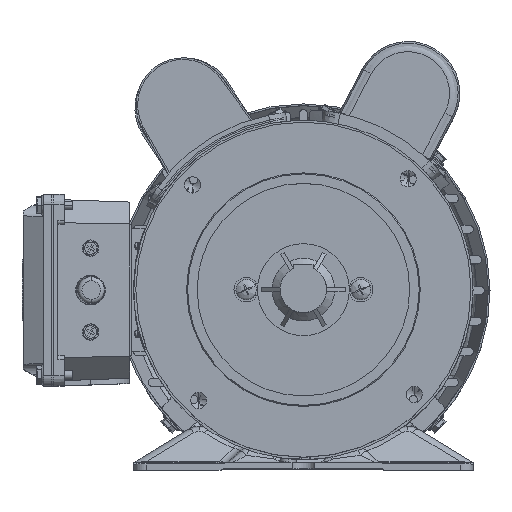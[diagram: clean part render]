
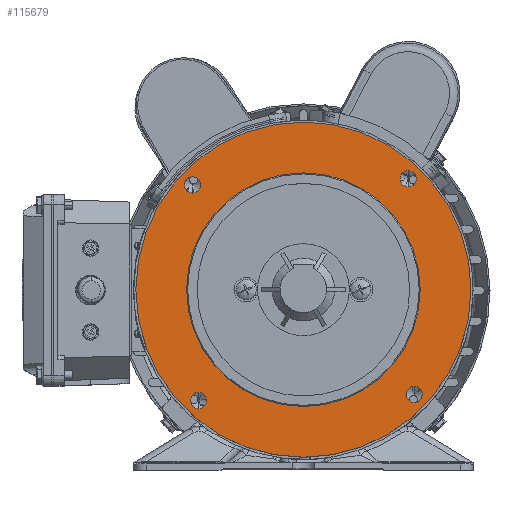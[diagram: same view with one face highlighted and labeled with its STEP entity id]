
A CAD part, top view. The second image highlights one B-rep face of the part: STEP entity #115679.
In plain terms, the highlighted face is planar.
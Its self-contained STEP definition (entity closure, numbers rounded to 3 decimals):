
#1178 = CIRCLE ( 'NONE', #95942, 82. ) ;
#2140 = EDGE_CURVE ( 'NONE', #37187, #116008, #117930, .T. ) ;
#2597 = CIRCLE ( 'NONE', #78806, 3.969 ) ;
#3464 = VERTEX_POINT ( 'NONE', #82529 ) ;
#4610 = ORIENTED_EDGE ( 'NONE', *, *, #2140, .F. ) ;
#5227 = DIRECTION ( 'NONE',  ( 0., 1., 0. ) ) ;
#5237 = AXIS2_PLACEMENT_3D ( 'NONE', #44831, #110320, #54235 ) ;
#6839 = AXIS2_PLACEMENT_3D ( 'NONE', #117312, #61200, #5227 ) ;
#7366 = ORIENTED_EDGE ( 'NONE', *, *, #120642, .F. ) ;
#8329 = CARTESIAN_POINT ( 'NONE',  ( -54.225, -47.283, -1. ) ) ;
#8382 = DIRECTION ( 'NONE',  ( 0., 1., 0. ) ) ;
#9195 = CARTESIAN_POINT ( 'NONE',  ( -51.251, 54.225, -1. ) ) ;
#11427 = DIRECTION ( 'NONE',  ( 0., 0., -1. ) ) ;
#13153 = CARTESIAN_POINT ( 'NONE',  ( 0., 0., -1. ) ) ;
#13274 = FACE_BOUND ( 'NONE', #37856, .T. ) ;
#16176 = FACE_BOUND ( 'NONE', #51914, .T. ) ;
#18027 = DIRECTION ( 'NONE',  ( 0., 0., -1. ) ) ;
#18582 = DIRECTION ( 'NONE',  ( 0., 1., 0. ) ) ;
#18783 = ORIENTED_EDGE ( 'NONE', *, *, #50671, .F. ) ;
#19621 = AXIS2_PLACEMENT_3D ( 'NONE', #44990, #110482, #54394 ) ;
#19693 = EDGE_CURVE ( 'NONE', #75034, #3464, #35098, .T. ) ;
#20761 = VERTEX_POINT ( 'NONE', #119208 ) ;
#21363 = CIRCLE ( 'NONE', #6839, 3.969 ) ;
#22534 = DIRECTION ( 'NONE',  ( 0., 1., 0. ) ) ;
#22555 = EDGE_CURVE ( 'NONE', #59034, #20761, #85817, .T. ) ;
#23593 = CARTESIAN_POINT ( 'NONE',  ( 51.251, -54.225, -1. ) ) ;
#27318 = CARTESIAN_POINT ( 'NONE',  ( 0., -57.15, -1. ) ) ;
#28271 = DIRECTION ( 'NONE',  ( 0., 0., -1. ) ) ;
#28747 = DIRECTION ( 'NONE',  ( 0., 0., -1. ) ) ;
#28868 = CIRCLE ( 'NONE', #45391, 3.969 ) ;
#30493 = EDGE_LOOP ( 'NONE', ( #53031, #97860 ) ) ;
#30932 = CIRCLE ( 'NONE', #66501, 57.15 ) ;
#33016 = DIRECTION ( 'NONE',  ( 0., 1., 0. ) ) ;
#33336 = CIRCLE ( 'NONE', #84187, 3.969 ) ;
#33958 = VERTEX_POINT ( 'NONE', #72761 ) ;
#34078 = DIRECTION ( 'NONE',  ( 0., 0., -1. ) ) ;
#35098 = CIRCLE ( 'NONE', #39813, 57.15 ) ;
#35402 = EDGE_LOOP ( 'NONE', ( #18783, #101525 ) ) ;
#35500 = EDGE_CURVE ( 'NONE', #64196, #44904, #1178, .T. ) ;
#36090 = ORIENTED_EDGE ( 'NONE', *, *, #50223, .F. ) ;
#37187 = VERTEX_POINT ( 'NONE', #73385 ) ;
#37407 = VERTEX_POINT ( 'NONE', #79019 ) ;
#37856 = EDGE_LOOP ( 'NONE', ( #36090, #7366 ) ) ;
#38106 = FACE_BOUND ( 'NONE', #56555, .T. ) ;
#38277 = CIRCLE ( 'NONE', #121360, 3.969 ) ;
#39813 = AXIS2_PLACEMENT_3D ( 'NONE', #67432, #11427, #76813 ) ;
#44831 = CARTESIAN_POINT ( 'NONE',  ( 51.251, -54.225, -1. ) ) ;
#44904 = VERTEX_POINT ( 'NONE', #47396 ) ;
#44990 = CARTESIAN_POINT ( 'NONE',  ( -51.251, 54.225, -1. ) ) ;
#45391 = AXIS2_PLACEMENT_3D ( 'NONE', #120455, #64374, #8382 ) ;
#45867 = EDGE_CURVE ( 'NONE', #44904, #64196, #105370, .T. ) ;
#47368 = AXIS2_PLACEMENT_3D ( 'NONE', #84267, #28271, #93726 ) ;
#47396 = CARTESIAN_POINT ( 'NONE',  ( 0., 82., -1. ) ) ;
#47899 = AXIS2_PLACEMENT_3D ( 'NONE', #90127, #34078, #99587 ) ;
#48581 = ORIENTED_EDGE ( 'NONE', *, *, #45867, .T. ) ;
#49337 = VERTEX_POINT ( 'NONE', #70312 ) ;
#50223 = EDGE_CURVE ( 'NONE', #49337, #37407, #38277, .T. ) ;
#50671 = EDGE_CURVE ( 'NONE', #3464, #75034, #30932, .T. ) ;
#51914 = EDGE_LOOP ( 'NONE', ( #92702, #111751 ) ) ;
#53031 = ORIENTED_EDGE ( 'NONE', *, *, #99815, .F. ) ;
#53968 = ORIENTED_EDGE ( 'NONE', *, *, #35500, .T. ) ;
#54235 = DIRECTION ( 'NONE',  ( 0., 1., 0. ) ) ;
#54394 = DIRECTION ( 'NONE',  ( 0., 1., 0. ) ) ;
#56555 = EDGE_LOOP ( 'NONE', ( #4610, #103637 ) ) ;
#59034 = VERTEX_POINT ( 'NONE', #96408 ) ;
#60062 = FACE_BOUND ( 'NONE', #35402, .T. ) ;
#60893 = EDGE_CURVE ( 'NONE', #33958, #107114, #28868, .T. ) ;
#61200 = DIRECTION ( 'NONE',  ( 0., 0., -1. ) ) ;
#62934 = DIRECTION ( 'NONE',  ( 0., 0., -1. ) ) ;
#64196 = VERTEX_POINT ( 'NONE', #120733 ) ;
#64374 = DIRECTION ( 'NONE',  ( 0., 0., -1. ) ) ;
#66501 = AXIS2_PLACEMENT_3D ( 'NONE', #74008, #18027, #83438 ) ;
#67432 = CARTESIAN_POINT ( 'NONE',  ( 0., 0., -1. ) ) ;
#70312 = CARTESIAN_POINT ( 'NONE',  ( -51.251, 58.193, -1. ) ) ;
#72761 = CARTESIAN_POINT ( 'NONE',  ( -54.225, -55.22, -1. ) ) ;
#73385 = CARTESIAN_POINT ( 'NONE',  ( 51.251, -50.256, -1. ) ) ;
#74008 = CARTESIAN_POINT ( 'NONE',  ( 0., 0., -1. ) ) ;
#74571 = DIRECTION ( 'NONE',  ( 0., 0., -1. ) ) ;
#75034 = VERTEX_POINT ( 'NONE', #27318 ) ;
#76813 = DIRECTION ( 'NONE',  ( 0., 1., 0. ) ) ;
#78134 = EDGE_CURVE ( 'NONE', #20761, #59034, #2597, .T. ) ;
#78525 = DIRECTION ( 'NONE',  ( 0., 0., -1. ) ) ;
#78806 = AXIS2_PLACEMENT_3D ( 'NONE', #84751, #28747, #94204 ) ;
#79019 = CARTESIAN_POINT ( 'NONE',  ( -51.251, 50.256, -1. ) ) ;
#82529 = CARTESIAN_POINT ( 'NONE',  ( 0., 57.15, -1. ) ) ;
#83438 = DIRECTION ( 'NONE',  ( 0., 1., 0. ) ) ;
#84187 = AXIS2_PLACEMENT_3D ( 'NONE', #23593, #89045, #33016 ) ;
#84267 = CARTESIAN_POINT ( 'NONE',  ( 0., 0., -1. ) ) ;
#84301 = AXIS2_PLACEMENT_3D ( 'NONE', #91982, #62934, #110842 ) ;
#84751 = CARTESIAN_POINT ( 'NONE',  ( 54.225, 51.251, -1. ) ) ;
#84921 = FACE_OUTER_BOUND ( 'NONE', #105073, .T. ) ;
#85622 = CARTESIAN_POINT ( 'NONE',  ( 51.251, -58.193, -1. ) ) ;
#85817 = CIRCLE ( 'NONE', #47899, 3.969 ) ;
#89045 = DIRECTION ( 'NONE',  ( 0., 0., -1. ) ) ;
#90127 = CARTESIAN_POINT ( 'NONE',  ( 54.225, 51.251, -1. ) ) ;
#91982 = CARTESIAN_POINT ( 'NONE',  ( 0., 57.15, -1. ) ) ;
#92702 = ORIENTED_EDGE ( 'NONE', *, *, #78134, .F. ) ;
#93726 = DIRECTION ( 'NONE',  ( 0., 1., 0. ) ) ;
#94204 = DIRECTION ( 'NONE',  ( 0., 1., 0. ) ) ;
#95942 = AXIS2_PLACEMENT_3D ( 'NONE', #13153, #78525, #22534 ) ;
#96408 = CARTESIAN_POINT ( 'NONE',  ( 54.225, 47.283, -1. ) ) ;
#97282 = EDGE_CURVE ( 'NONE', #116008, #37187, #33336, .T. ) ;
#97860 = ORIENTED_EDGE ( 'NONE', *, *, #60893, .F. ) ;
#99587 = DIRECTION ( 'NONE',  ( 0., 1., 0. ) ) ;
#99815 = EDGE_CURVE ( 'NONE', #107114, #33958, #21363, .T. ) ;
#101452 = PLANE ( 'NONE',  #84301 ) ;
#101525 = ORIENTED_EDGE ( 'NONE', *, *, #19693, .F. ) ;
#103637 = ORIENTED_EDGE ( 'NONE', *, *, #97282, .F. ) ;
#105073 = EDGE_LOOP ( 'NONE', ( #48581, #53968 ) ) ;
#105370 = CIRCLE ( 'NONE', #47368, 82. ) ;
#107114 = VERTEX_POINT ( 'NONE', #8329 ) ;
#109883 = FACE_BOUND ( 'NONE', #30493, .T. ) ;
#110320 = DIRECTION ( 'NONE',  ( 0., 0., -1. ) ) ;
#110482 = DIRECTION ( 'NONE',  ( 0., 0., -1. ) ) ;
#110630 = CIRCLE ( 'NONE', #19621, 3.969 ) ;
#110842 = DIRECTION ( 'NONE',  ( 0., 1., 0. ) ) ;
#111751 = ORIENTED_EDGE ( 'NONE', *, *, #22555, .F. ) ;
#115679 = ADVANCED_FACE ( 'NONE', ( #38106, #109883, #13274, #16176, #84921, #60062 ), #101452, .T. ) ;
#116008 = VERTEX_POINT ( 'NONE', #85622 ) ;
#117312 = CARTESIAN_POINT ( 'NONE',  ( -54.225, -51.251, -1. ) ) ;
#117930 = CIRCLE ( 'NONE', #5237, 3.969 ) ;
#119208 = CARTESIAN_POINT ( 'NONE',  ( 54.225, 55.22, -1. ) ) ;
#120455 = CARTESIAN_POINT ( 'NONE',  ( -54.225, -51.251, -1. ) ) ;
#120642 = EDGE_CURVE ( 'NONE', #37407, #49337, #110630, .T. ) ;
#120733 = CARTESIAN_POINT ( 'NONE',  ( 0., -82., -1. ) ) ;
#121360 = AXIS2_PLACEMENT_3D ( 'NONE', #9195, #74571, #18582 ) ;
